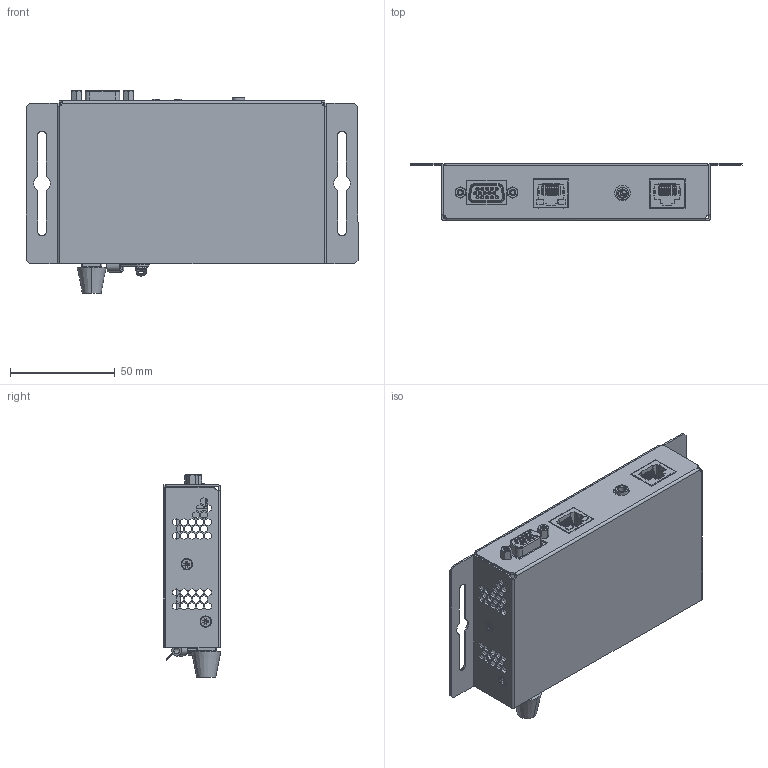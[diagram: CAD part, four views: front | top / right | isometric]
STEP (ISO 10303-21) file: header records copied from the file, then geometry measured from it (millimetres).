
FILE_DESCRIPTION (( 'STEP AP203' ), '1' );
FILE_NAME ('ST-C5USBVUA-L-1000S.STEP', '2022-06-10T16:13:51', ( '' ), ( '' ), 'SwSTEP 2.0', 'SolidWorks 2011', '' );
FILE_SCHEMA (( 'CONFIG_CONTROL_DESIGN' ));
Products named in the file (21): CN5360 - TERMINAL; ST-C5USBVUA-L-1000S; METAL-SHELL; STRAIN RELIEF; STRAIN RELIEF - METAL SHELL; HW7218_90402A106; HW4003-STANDOFF-MF-#4-40X.1875 ZN_92700A488; HW5127 CR-FHMS 0.112-40x0.188x0.188_CR-FHMS 0.112-40x0.188x0.188-C; CN5252 - USB A RECEPTACLE; HW7221; ST-C5USBVUA-L-1000S-REV B-PCB; CN5365 - RJ45 NO LED; CN6383_STACKED OPTO JACK; CN5300_USB103-Pa08NGft-S; CN6398; CN5369 - 15 PIN FEMALE RIGHT ANGLE; CN5333 - RJ45 LED; MP4089; TL6383_PEM SO-440-8 ZI--C; MP4088; ST-C5USBVA-1000S-REV B
Assembly tree (25 placements, depth 3):
  ST-C5USBVUA-L-1000S
    HW5127 CR-FHMS 0.112-40x0.188x0.188_CR-FHMS 0.112-40x0.188x0.188-C  x3
    STRAIN RELIEF - METAL SHELL
      METAL-SHELL
      STRAIN RELIEF
    HW7221
    MP4089
    TL6383_PEM SO-440-8 ZI--C  x3
    HW7218_90402A106
    HW4003-STANDOFF-MF-#4-40X.1875 ZN_92700A488  x2
    MP4088
    ST-C5USBVUA-L-1000S-REV B-PCB
      CN5333 - RJ45 LED
      CN5369 - 15 PIN FEMALE RIGHT ANGLE
      CN5300_USB103-Pa08NGft-S
      ST-C5USBVA-1000S-REV B
      CN6383_STACKED OPTO JACK
      CN6398
      CN5365 - RJ45 NO LED
      CN5252 - USB A RECEPTACLE
    CN5360 - TERMINAL
Bounding box: 158.55 x 27.55 x 96.73 mm (x, y, z)
Volume: 54419.2 mm3; surface area: 102917.6 mm2
Topology: 41 solids, 43 shells, 4765 faces, 12554 edges, 7877 vertices
Faces by surface type: plane 2877, cylinder 1426, bspline 288, cone 146, torus 24, sphere 4
Entity records: 154932 total; most frequent: CARTESIAN_POINT 39167, ORIENTED_EDGE 24213, DIRECTION 22326, EDGE_CURVE 12148, VECTOR 8718, LINE 8718, VERTEX_POINT 7638, AXIS2_PLACEMENT_3D 6804
